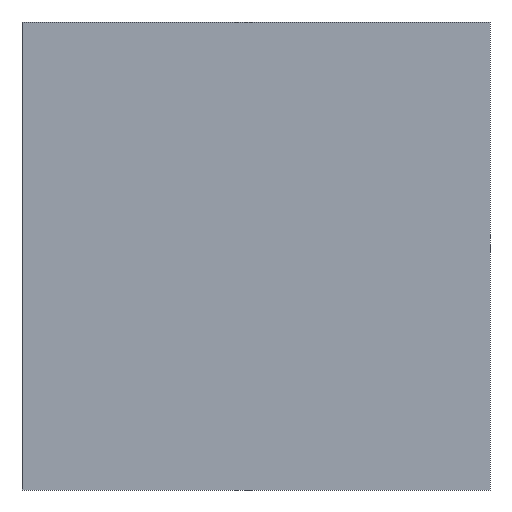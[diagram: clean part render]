
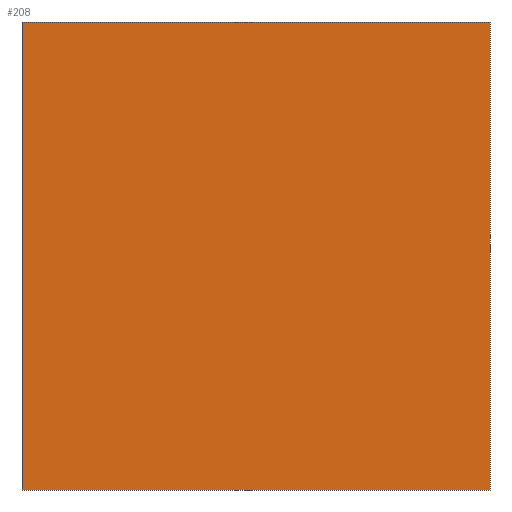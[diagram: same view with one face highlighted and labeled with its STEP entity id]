
A CAD part, front view. The second image highlights one B-rep face of the part: STEP entity #208.
In plain terms, the highlighted planar face has unit normal (0, -1, 0).
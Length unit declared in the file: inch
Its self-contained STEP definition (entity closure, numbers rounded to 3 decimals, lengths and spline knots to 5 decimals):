
#27 = DIRECTION ( 'NONE',  ( 0., 0., -1. ) ) ;
#28 = DIRECTION ( 'NONE',  ( 0., 0., 1. ) ) ;
#29 = CARTESIAN_POINT ( 'NONE',  ( 0., 0., 0. ) ) ;
#30 = CARTESIAN_POINT ( 'NONE',  ( 0., 0., 0. ) ) ;
#33 = LINE ( 'NONE', #30, #176 ) ;
#37 = DIRECTION ( 'NONE',  ( -1., 0., 0. ) ) ;
#38 = CARTESIAN_POINT ( 'NONE',  ( 0., 0., -0.25 ) ) ;
#39 = DIRECTION ( 'NONE',  ( 0., -1., 0. ) ) ;
#40 = LINE ( 'NONE', #38, #154 ) ;
#55 = PLANE ( 'NONE',  #171 ) ;
#58 = LINE ( 'NONE', #59, #151 ) ;
#59 = CARTESIAN_POINT ( 'NONE',  ( 0.25, 0., 0. ) ) ;
#60 = DIRECTION ( 'NONE',  ( 1., 0., 0. ) ) ;
#77 = DIRECTION ( 'NONE',  ( 0., 0., -1. ) ) ;
#78 = CARTESIAN_POINT ( 'NONE',  ( 0.25, 0., -0.25 ) ) ;
#79 = LINE ( 'NONE', #78, #162 ) ;
#102 = CARTESIAN_POINT ( 'NONE',  ( 0.25, 0., -0.25 ) ) ;
#104 = CARTESIAN_POINT ( 'NONE',  ( 0.25, 0., 0. ) ) ;
#106 = CARTESIAN_POINT ( 'NONE',  ( 0., 0., 0. ) ) ;
#108 = CARTESIAN_POINT ( 'NONE',  ( 0., 0., -0.25 ) ) ;
#115 = EDGE_LOOP ( 'NONE', ( #118, #117, #116, #119 ) ) ;
#116 = ORIENTED_EDGE ( 'NONE', *, *, #205, .F. ) ;
#117 = ORIENTED_EDGE ( 'NONE', *, *, #207, .F. ) ;
#118 = ORIENTED_EDGE ( 'NONE', *, *, #199, .F. ) ;
#119 = ORIENTED_EDGE ( 'NONE', *, *, #194, .F. ) ;
#126 = VERTEX_POINT ( 'NONE', #108 ) ;
#128 = VERTEX_POINT ( 'NONE', #106 ) ;
#130 = VERTEX_POINT ( 'NONE', #104 ) ;
#132 = VERTEX_POINT ( 'NONE', #102 ) ;
#151 = VECTOR ( 'NONE', #60, 39.37008 ) ;
#154 = VECTOR ( 'NONE', #37, 39.37008 ) ;
#156 = FACE_OUTER_BOUND ( 'NONE', #115, .T. ) ;
#162 = VECTOR ( 'NONE', #77, 39.37008 ) ;
#171 = AXIS2_PLACEMENT_3D ( 'NONE', #29, #39, #27 ) ;
#176 = VECTOR ( 'NONE', #28, 39.37008 ) ;
#194 = EDGE_CURVE ( 'NONE', #130, #132, #79, .T. ) ;
#199 = EDGE_CURVE ( 'NONE', #128, #130, #58, .T. ) ;
#205 = EDGE_CURVE ( 'NONE', #132, #126, #40, .T. ) ;
#207 = EDGE_CURVE ( 'NONE', #126, #128, #33, .T. ) ;
#208 = ADVANCED_FACE ( 'NONE', ( #156 ), #55, .T. ) ;
